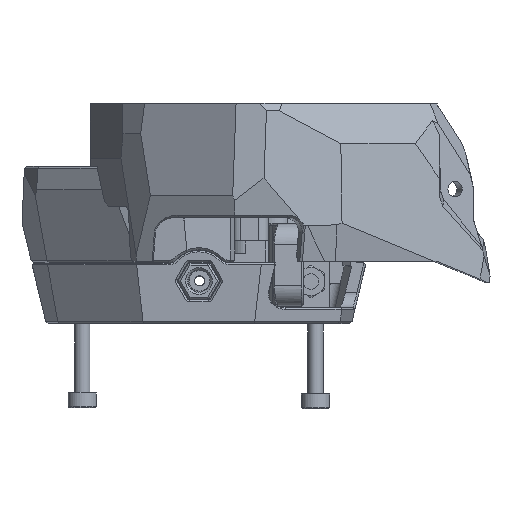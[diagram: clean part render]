
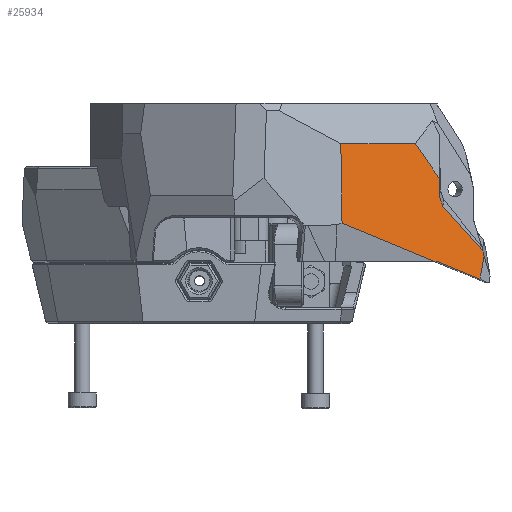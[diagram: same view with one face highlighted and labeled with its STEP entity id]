
A CAD part, top view. The second image highlights one B-rep face of the part: STEP entity #25934.
In plain terms, the highlighted face is planar.
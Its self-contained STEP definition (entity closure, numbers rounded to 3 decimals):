
#1673=PLANE('',#27792);
#2693=FACE_OUTER_BOUND('',#4187,.T.);
#4187=EDGE_LOOP('',(#21186,#21187,#21188,#21189,#21190,#21191,#21192,#21193,
#21194,#21195,#21196));
#6474=LINE('',#41588,#8894);
#6544=LINE('',#41741,#8964);
#6582=LINE('',#41829,#9002);
#6583=LINE('',#41831,#9003);
#6584=LINE('',#41834,#9004);
#6585=LINE('',#41836,#9005);
#6586=LINE('',#41837,#9006);
#6587=LINE('',#41839,#9007);
#6588=LINE('',#41841,#9008);
#6589=LINE('',#41843,#9009);
#6590=LINE('',#41844,#9010);
#8894=VECTOR('',#32617,1000.);
#8964=VECTOR('',#32745,1000.);
#9002=VECTOR('',#32827,1000.);
#9003=VECTOR('',#32830,1000.);
#9004=VECTOR('',#32833,1000.);
#9005=VECTOR('',#32834,1000.);
#9006=VECTOR('',#32835,1000.);
#9007=VECTOR('',#32836,1000.);
#9008=VECTOR('',#32837,1000.);
#9009=VECTOR('',#32838,1000.);
#9010=VECTOR('',#32839,1000.);
#11997=VERTEX_POINT('',#41585);
#11998=VERTEX_POINT('',#41587);
#12051=VERTEX_POINT('',#41739);
#12052=VERTEX_POINT('',#41740);
#12079=VERTEX_POINT('',#41825);
#12080=VERTEX_POINT('',#41827);
#12081=VERTEX_POINT('',#41833);
#12082=VERTEX_POINT('',#41835);
#12083=VERTEX_POINT('',#41838);
#12084=VERTEX_POINT('',#41840);
#12085=VERTEX_POINT('',#41842);
#15190=EDGE_CURVE('',#11998,#11997,#6474,.T.);
#15267=EDGE_CURVE('',#12051,#12052,#6544,.T.);
#15312=EDGE_CURVE('',#12080,#12079,#6582,.T.);
#15313=EDGE_CURVE('',#12079,#12051,#6583,.T.);
#15314=EDGE_CURVE('',#11997,#12081,#6584,.T.);
#15315=EDGE_CURVE('',#12082,#12081,#6585,.T.);
#15316=EDGE_CURVE('',#12082,#12052,#6586,.T.);
#15317=EDGE_CURVE('',#12083,#12080,#6587,.T.);
#15318=EDGE_CURVE('',#12083,#12084,#6588,.T.);
#15319=EDGE_CURVE('',#12085,#12084,#6589,.T.);
#15320=EDGE_CURVE('',#12085,#11998,#6590,.T.);
#21186=ORIENTED_EDGE('',*,*,#15314,.T.);
#21187=ORIENTED_EDGE('',*,*,#15315,.F.);
#21188=ORIENTED_EDGE('',*,*,#15316,.T.);
#21189=ORIENTED_EDGE('',*,*,#15267,.F.);
#21190=ORIENTED_EDGE('',*,*,#15313,.F.);
#21191=ORIENTED_EDGE('',*,*,#15312,.F.);
#21192=ORIENTED_EDGE('',*,*,#15317,.F.);
#21193=ORIENTED_EDGE('',*,*,#15318,.T.);
#21194=ORIENTED_EDGE('',*,*,#15319,.F.);
#21195=ORIENTED_EDGE('',*,*,#15320,.T.);
#21196=ORIENTED_EDGE('',*,*,#15190,.T.);
#25934=ADVANCED_FACE('',(#2693),#1673,.T.);
#27792=AXIS2_PLACEMENT_3D('',#41832,#32831,#32832);
#32617=DIRECTION('',(0.174,0.,0.985));
#32745=DIRECTION('',(0.149,0.338,0.929));
#32827=DIRECTION('',(-0.004,-0.966,-0.26));
#32830=DIRECTION('',(0.081,-0.973,0.216));
#32831=DIRECTION('center_axis',(0.984,0.043,-0.174));
#32832=DIRECTION('ref_axis',(-0.175,0.023,-0.984));
#32833=DIRECTION('',(0.044,-0.999,0.));
#32834=DIRECTION('',(0.149,0.338,0.929));
#32835=DIRECTION('',(-0.174,0.,-0.985));
#32836=DIRECTION('',(-0.094,-0.704,-0.704));
#32837=DIRECTION('',(0.021,0.936,0.351));
#32838=DIRECTION('',(0.044,-0.999,0.));
#32839=DIRECTION('',(0.073,0.789,0.61));
#41585=CARTESIAN_POINT('',(33.565,157.647,156.175));
#41587=CARTESIAN_POINT('',(30.657,157.647,139.698));
#41588=CARTESIAN_POINT('',(30.843,157.647,140.749));
#41739=CARTESIAN_POINT('',(29.358,131.285,125.815));
#41740=CARTESIAN_POINT('',(30.865,134.7,135.2));
#41741=CARTESIAN_POINT('',(16.079,101.204,43.135));
#41825=CARTESIAN_POINT('',(28.989,135.735,124.826));
#41827=CARTESIAN_POINT('',(28.993,136.755,125.101));
#41829=CARTESIAN_POINT('',(29.013,141.882,126.481));
#41831=CARTESIAN_POINT('',(32.144,97.663,133.284));
#41832=CARTESIAN_POINT('Origin',(28.558,150.635,126.066));
#41833=CARTESIAN_POINT('',(34.243,142.126,156.175));
#41834=CARTESIAN_POINT('',(33.423,160.914,156.175));
#41835=CARTESIAN_POINT('',(30.965,134.7,135.763));
#41836=CARTESIAN_POINT('',(32.504,138.187,145.348));
#41837=CARTESIAN_POINT('',(16.098,134.7,51.531));
#41838=CARTESIAN_POINT('',(30.149,145.457,133.802));
#41839=CARTESIAN_POINT('',(30.097,145.061,133.407));
#41840=CARTESIAN_POINT('',(30.191,147.335,134.506));
#41841=CARTESIAN_POINT('',(30.201,147.745,134.66));
#41842=CARTESIAN_POINT('',(30.034,150.932,134.506));
#41843=CARTESIAN_POINT('',(29.794,156.438,134.506));
#41844=CARTESIAN_POINT('',(30.348,154.316,137.123));
